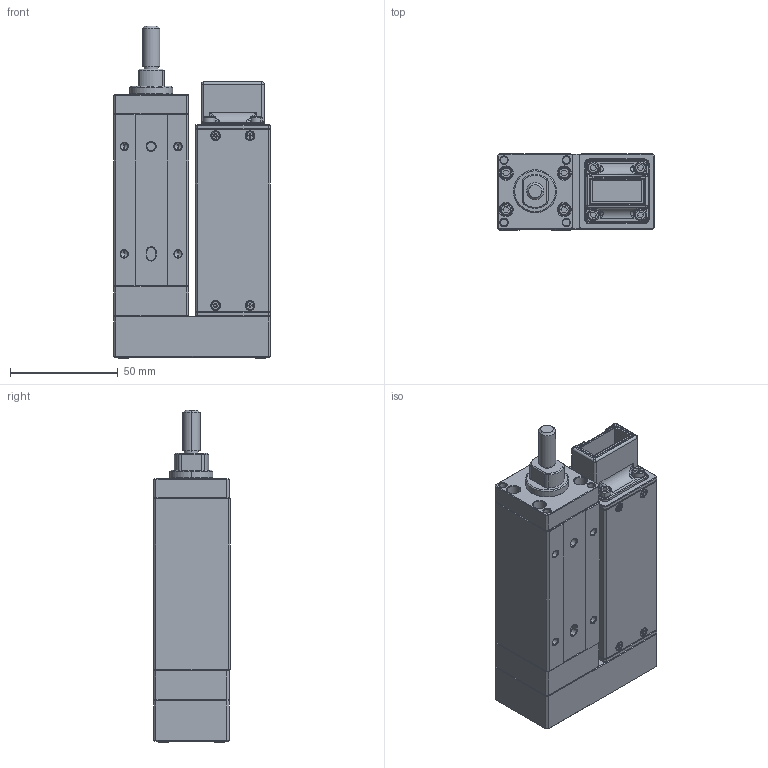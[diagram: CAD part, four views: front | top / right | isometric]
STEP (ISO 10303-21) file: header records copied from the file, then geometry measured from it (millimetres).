
FILE_DESCRIPTION (( 'STEP AP203' ), '1' );
FILE_NAME ('RM-RLA-11-50-2 殏詁倰芢裝 1.2.STEP', '2022-05-26T11:22:06', ( '' ), ( '' ), 'SwSTEP 2.0', 'SolidWorks 2019', '' );
FILE_SCHEMA (( 'CONFIG_CONTROL_DESIGN' ));
Length unit declared in the file: millimetre
Products named in the file (20): MFT03-M3x8 埴翐囀鞠褒蹟佪; MSP01-LA003 粣創釱; MFT02-M2.5x5 坋趼麥芛蹟佪; MFT02-M2x5 坋趼麥芛蹟佪; MFT07-M3 粟銅賡; MSP02-LA002 芢裝_50mm; 蕾宒堤盄; MSP01-LA010 肮祭謫碟猾裔; MSP01-LA009 肮祭謫碟; MSP02-LA001 芢裝諉芛_MSP02-EC003-28; MSP01-LA007 帣裔_MSP01-EC002-28; MSP01-LA006 萇儂俋褲; 蕾宒堤盄芛俋褲; MFT03-M3x6 埴翐囀鞠褒蹟佪; MSP01-LA001 ヶ傷裔; PPT17-GFM-1416-08 拸蚐傍杶; MSP01-LA005 萇儂蟀諉啣; RM-RLA-11-50-2 殏詁倰芢裝 1.2; MSP01-LA002 眻盄倰裝极_50mm; d1100-22p
Assembly tree (39 placements, depth 3):
  RM-RLA-11-50-2 殏詁倰芢裝 1.2
    MSP01-LA002 眻盄倰裝极_50mm
    MSP02-LA002 芢裝_50mm
    MSP01-LA001 ヶ傷裔
    MSP01-LA003 粣創釱
    MSP01-LA005 萇儂蟀諉啣
    MSP01-LA006 萇儂俋褲
    MSP01-LA007 帣裔_MSP01-EC002-28
    MSP02-LA001 芢裝諉芛_MSP02-EC003-28
    MSP01-LA009 肮祭謫碟
    MSP01-LA010 肮祭謫碟猾裔
    蕾宒堤盄
      蕾宒堤盄芛俋褲
      d1100-22p
    MFT07-M3 粟銅賡  x4
    MFT03-M3x8 埴翐囀鞠褒蹟佪  x5
    MFT02-M2x5 坋趼麥芛蹟佪  x8
    MFT03-M3x6 埴翐囀鞠褒蹟佪  x4
    MFT02-M2.5x5 坋趼麥芛蹟佪  x4
    PPT17-GFM-1416-08 拸蚐傍杶
Bounding box: 73 x 35.5 x 154.4 mm (x, y, z)
Volume: 140915.1 mm3; surface area: 100631.1 mm2
Topology: 38 solids, 38 shells, 2368 faces, 5399 edges, 3122 vertices
Faces by surface type: plane 1115, cone 590, cylinder 561, bspline 48, torus 42, sphere 12
Entity records: 49724 total; most frequent: CARTESIAN_POINT 9228, DIRECTION 8340, ORIENTED_EDGE 7490, EDGE_CURVE 3745, AXIS2_PLACEMENT_3D 3053, LINE 2234, VECTOR 2234, VERTEX_POINT 2205
